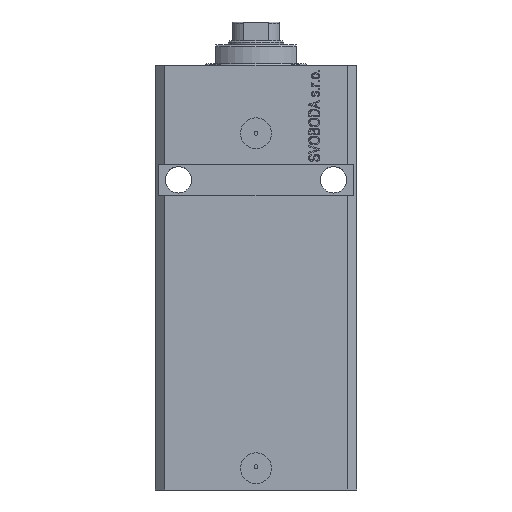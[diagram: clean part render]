
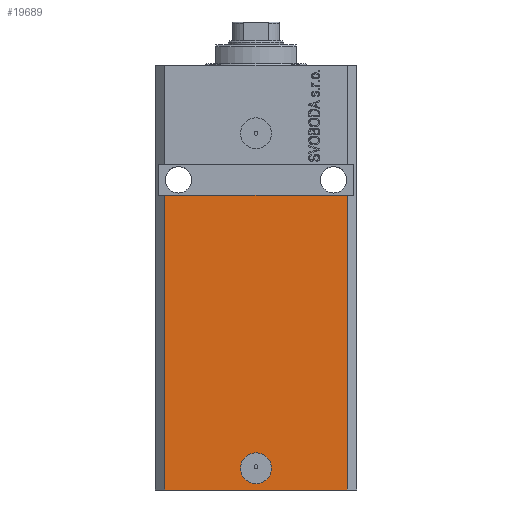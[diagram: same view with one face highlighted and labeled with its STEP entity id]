
A CAD part, front view. The second image highlights one B-rep face of the part: STEP entity #19689.
In plain terms, the highlighted planar face has unit normal (0, -1, 0).
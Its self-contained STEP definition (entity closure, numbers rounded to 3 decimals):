
#467 = CARTESIAN_POINT ( 'NONE',  ( 29.5, -22.5, -137. ) ) ;
#1800 = DIRECTION ( 'NONE',  ( 1., 0., 0. ) ) ;
#1991 = LINE ( 'NONE', #23911, #19559 ) ;
#2359 = DIRECTION ( 'NONE',  ( 1., 0., 0. ) ) ;
#2614 = EDGE_CURVE ( 'NONE', #30552, #3269, #45007, .T. ) ;
#3269 = VERTEX_POINT ( 'NONE', #20641 ) ;
#3518 = EDGE_CURVE ( 'NONE', #4616, #10850, #26805, .T. ) ;
#4616 = VERTEX_POINT ( 'NONE', #467 ) ;
#4618 = AXIS2_PLACEMENT_3D ( 'NONE', #42607, #35220, #9708 ) ;
#4855 = CARTESIAN_POINT ( 'NONE',  ( 29.5, -22.5, -42. ) ) ;
#6025 = DIRECTION ( 'NONE',  ( 1., 0., 0. ) ) ;
#6816 = CARTESIAN_POINT ( 'NONE',  ( -29.5, -22.5, -137. ) ) ;
#7581 = VECTOR ( 'NONE', #2359, 1000. ) ;
#9695 = EDGE_LOOP ( 'NONE', ( #40085, #31786 ) ) ;
#9708 = DIRECTION ( 'NONE',  ( 1., 0., 0. ) ) ;
#10380 = LINE ( 'NONE', #24926, #17307 ) ;
#10850 = VERTEX_POINT ( 'NONE', #4855 ) ;
#12004 = EDGE_CURVE ( 'NONE', #3269, #30552, #27775, .T. ) ;
#12521 = FACE_BOUND ( 'NONE', #9695, .T. ) ;
#12759 = PLANE ( 'NONE',  #24837 ) ;
#14683 = ORIENTED_EDGE ( 'NONE', *, *, #21057, .F. ) ;
#17307 = VECTOR ( 'NONE', #36117, 1000. ) ;
#18340 = DIRECTION ( 'NONE',  ( 0., -1., 0. ) ) ;
#18743 = ORIENTED_EDGE ( 'NONE', *, *, #3518, .T. ) ;
#19559 = VECTOR ( 'NONE', #6025, 1000. ) ;
#19673 = FACE_OUTER_BOUND ( 'NONE', #21968, .T. ) ;
#19689 = ADVANCED_FACE ( 'NONE', ( #12521, #19673 ), #12759, .T. ) ;
#19887 = DIRECTION ( 'NONE',  ( 0., 0., 1. ) ) ;
#20641 = CARTESIAN_POINT ( 'NONE',  ( -5., -22.5, -130. ) ) ;
#21057 = EDGE_CURVE ( 'NONE', #43166, #10850, #1991, .T. ) ;
#21716 = EDGE_CURVE ( 'NONE', #29003, #43166, #10380, .T. ) ;
#21968 = EDGE_LOOP ( 'NONE', ( #14683, #42195, #35889, #18743 ) ) ;
#23828 = CARTESIAN_POINT ( 'NONE',  ( -29.5, -22.5, -42. ) ) ;
#23911 = CARTESIAN_POINT ( 'NONE',  ( -32.5, -22.5, -42. ) ) ;
#24057 = LINE ( 'NONE', #35009, #7581 ) ;
#24837 = AXIS2_PLACEMENT_3D ( 'NONE', #34209, #41613, #1800 ) ;
#24926 = CARTESIAN_POINT ( 'NONE',  ( -29.5, -22.5, -137. ) ) ;
#26562 = CARTESIAN_POINT ( 'NONE',  ( 29.5, -22.5, -137. ) ) ;
#26805 = LINE ( 'NONE', #26562, #34374 ) ;
#27775 = CIRCLE ( 'NONE', #30030, 5. ) ;
#29003 = VERTEX_POINT ( 'NONE', #6816 ) ;
#30030 = AXIS2_PLACEMENT_3D ( 'NONE', #35988, #18340, #39342 ) ;
#30552 = VERTEX_POINT ( 'NONE', #44106 ) ;
#31786 = ORIENTED_EDGE ( 'NONE', *, *, #12004, .F. ) ;
#34209 = CARTESIAN_POINT ( 'NONE',  ( -29.5, -22.5, -137. ) ) ;
#34374 = VECTOR ( 'NONE', #19887, 1000. ) ;
#35009 = CARTESIAN_POINT ( 'NONE',  ( -29.5, -22.5, -137. ) ) ;
#35220 = DIRECTION ( 'NONE',  ( 0., -1., 0. ) ) ;
#35889 = ORIENTED_EDGE ( 'NONE', *, *, #35976, .T. ) ;
#35976 = EDGE_CURVE ( 'NONE', #29003, #4616, #24057, .T. ) ;
#35988 = CARTESIAN_POINT ( 'NONE',  ( 0., -22.5, -130. ) ) ;
#36117 = DIRECTION ( 'NONE',  ( 0., 0., 1. ) ) ;
#39342 = DIRECTION ( 'NONE',  ( 1., 0., 0. ) ) ;
#40085 = ORIENTED_EDGE ( 'NONE', *, *, #2614, .F. ) ;
#41613 = DIRECTION ( 'NONE',  ( 0., -1., 0. ) ) ;
#42195 = ORIENTED_EDGE ( 'NONE', *, *, #21716, .F. ) ;
#42607 = CARTESIAN_POINT ( 'NONE',  ( 0., -22.5, -130. ) ) ;
#43166 = VERTEX_POINT ( 'NONE', #23828 ) ;
#44106 = CARTESIAN_POINT ( 'NONE',  ( 5., -22.5, -130. ) ) ;
#45007 = CIRCLE ( 'NONE', #4618, 5. ) ;
